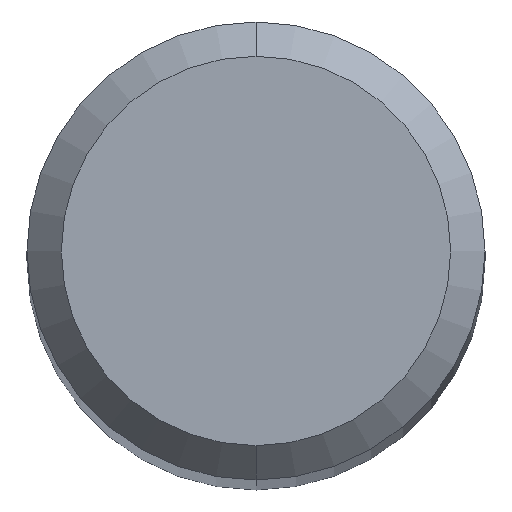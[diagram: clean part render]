
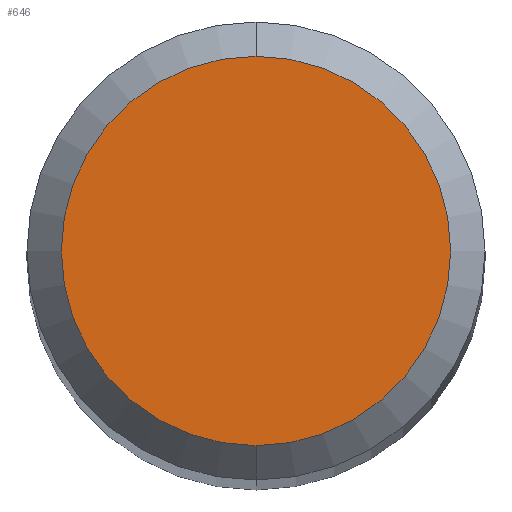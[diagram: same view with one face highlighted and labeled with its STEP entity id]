
A CAD part, top view. The second image highlights one B-rep face of the part: STEP entity #646.
In plain terms, the highlighted planar face has unit normal (0, 0, 1).
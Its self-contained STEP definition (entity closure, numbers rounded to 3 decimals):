
#628=VERTEX_POINT('',#1350);
#646=ADVANCED_FACE('',(#1369),#1370,.T.);
#650=VERTEX_POINT('',#1374);
#798=EDGE_CURVE('',#650,#628,#1533,.T.);
#1042=EDGE_CURVE('',#628,#650,#1806,.T.);
#1350=CARTESIAN_POINT('',(0.,-1.7,0.0));
#1369=FACE_OUTER_BOUND('',#7695,.T.);
#1370=PLANE('',#7696);
#1374=CARTESIAN_POINT('',(0.0,1.7,0.0));
#1533=CIRCLE('',#9328,1.7);
#1806=CIRCLE('',#15047,1.7);
#7695=EDGE_LOOP('',(#15641,#15642));
#7696=AXIS2_PLACEMENT_3D('',#15643,#15644,#15645);
#9328=AXIS2_PLACEMENT_3D('',#15779,#15780,#15781);
#15047=AXIS2_PLACEMENT_3D('',#16100,#16101,#16102);
#15641=ORIENTED_EDGE('',*,*,#798,.F.);
#15642=ORIENTED_EDGE('',*,*,#1042,.F.);
#15643=CARTESIAN_POINT('',(0.0,0.85,0.0));
#15644=DIRECTION('',(-0.0,0.0,1.0));
#15645=DIRECTION('',(0.0,-1.0,0.0));
#15779=CARTESIAN_POINT('',(0.0,0.0,0.0));
#15780=DIRECTION('',(0.0,0.0,-1.0));
#15781=DIRECTION('',(0.0,1.0,0.0));
#16100=CARTESIAN_POINT('',(0.0,0.0,0.0));
#16101=DIRECTION('',(0.0,0.0,-1.0));
#16102=DIRECTION('',(0.0,1.0,0.0));
